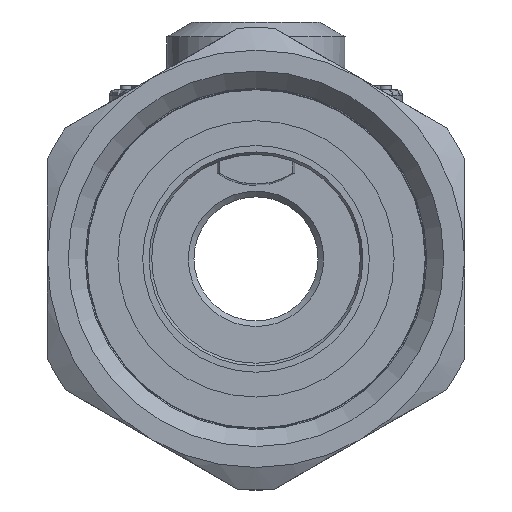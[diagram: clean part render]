
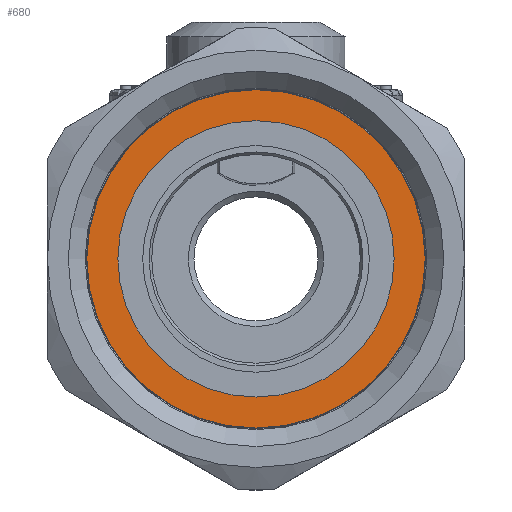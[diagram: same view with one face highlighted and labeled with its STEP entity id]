
A CAD part, front view. The second image highlights one B-rep face of the part: STEP entity #680.
In plain terms, the highlighted planar face has unit normal (0, -1, 0).
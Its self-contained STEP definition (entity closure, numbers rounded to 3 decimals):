
#680 = ADVANCED_FACE( '', ( #1707, #1708 ), #1709, .F. );
#1707 = FACE_BOUND( '', #3449, .T. );
#1708 = FACE_OUTER_BOUND( '', #3450, .T. );
#1709 = PLANE( '', #3451 );
#3449 = EDGE_LOOP( '', ( #6883 ) );
#3450 = EDGE_LOOP( '', ( #6884 ) );
#3451 = AXIS2_PLACEMENT_3D( '', #6885, #6886, #6887 );
#6883 = ORIENTED_EDGE( '', *, *, #10741, .T. );
#6884 = ORIENTED_EDGE( '', *, *, #10742, .F. );
#6885 = CARTESIAN_POINT( '', ( -29.108, 8., 38.1 ) );
#6886 = DIRECTION( '', ( 0., 1., 0. ) );
#6887 = DIRECTION( '', ( 0., 0., 1. ) );
#10741 = EDGE_CURVE( '', #12668, #12668, #12669, .T. );
#10742 = EDGE_CURVE( '', #12670, #12670, #12671, .T. );
#12668 = VERTEX_POINT( '', #15655 );
#12669 = CIRCLE( '', #15656, 12.25 );
#12670 = VERTEX_POINT( '', #15657 );
#12671 = CIRCLE( '', #15658, 15. );
#15655 = CARTESIAN_POINT( '', ( 0., 8., -12.25 ) );
#15656 = AXIS2_PLACEMENT_3D( '', #20830, #20831, #20832 );
#15657 = CARTESIAN_POINT( '', ( 0., 8., 15. ) );
#15658 = AXIS2_PLACEMENT_3D( '', #20833, #20834, #20835 );
#20830 = CARTESIAN_POINT( '', ( 0., 8., 0. ) );
#20831 = DIRECTION( '', ( 0., 1., 0. ) );
#20832 = DIRECTION( '', ( 0., 0., -1. ) );
#20833 = CARTESIAN_POINT( '', ( 0., 8., 0. ) );
#20834 = DIRECTION( '', ( 0., 1., 0. ) );
#20835 = DIRECTION( '', ( 0., 0., 1. ) );
